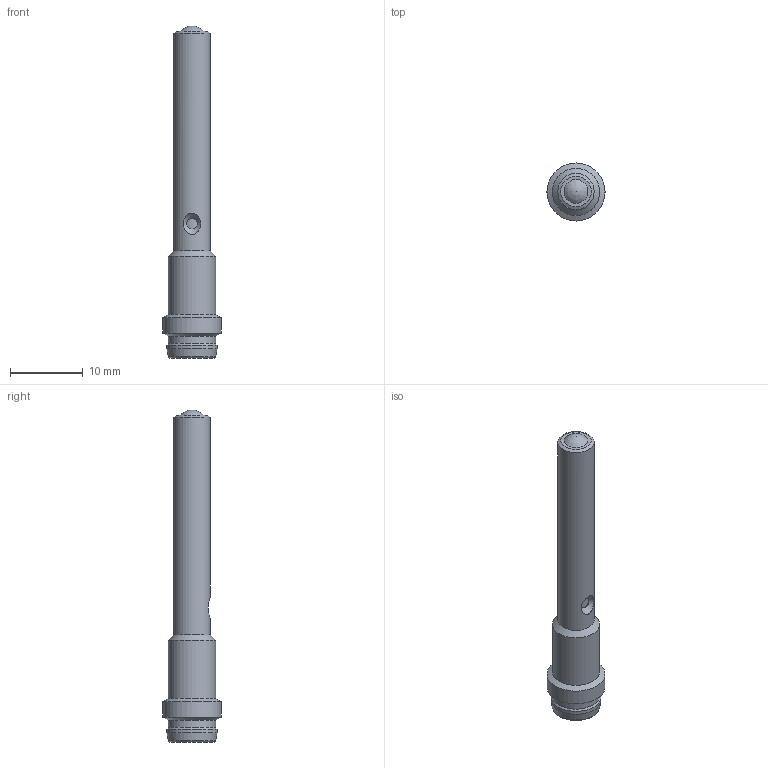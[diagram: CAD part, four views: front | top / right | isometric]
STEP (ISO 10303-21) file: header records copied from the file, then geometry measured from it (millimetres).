
FILE_DESCRIPTION (( 'STEP AP214' ), '1' );
FILE_NAME ('LxR-M05MA-NxS.STEP', '2018-11-16T21:17:58', ( '' ), ( '' ), 'SwSTEP 2.0', 'SolidWorks 2018', '' );
FILE_SCHEMA (( 'AUTOMOTIVE_DESIGN' ));
Length unit declared in the file: inch
Products named in the file (1): LxR-M05MA-NxS
Bounding box: 8 x 8 x 45.75 mm (x, y, z)
Volume: 1007.9 mm3; surface area: 1001.3 mm2
Topology: 1 solids, 1 shells, 30 faces, 67 edges, 39 vertices
Faces by surface type: cylinder 13, cone 8, plane 4, sphere 3, torus 1, bspline 1
Full cylindrical faces by diameter (mm): 1 x3, 5 x1, 5.7 x1, 5.8 x1, 6.5 x2, 6.9 x1, 8 x1
Entity records: 1111 total; most frequent: CARTESIAN_POINT 187, DIRECTION 114, ORIENTED_EDGE 60, AXIS2_PLACEMENT_3D 57, EDGE_LOOP 56, FACE_OUTER_BOUND 41, DIMENSIONAL_EXPONENTS 33, LENGTH_MEASURE_WITH_UNIT 33
